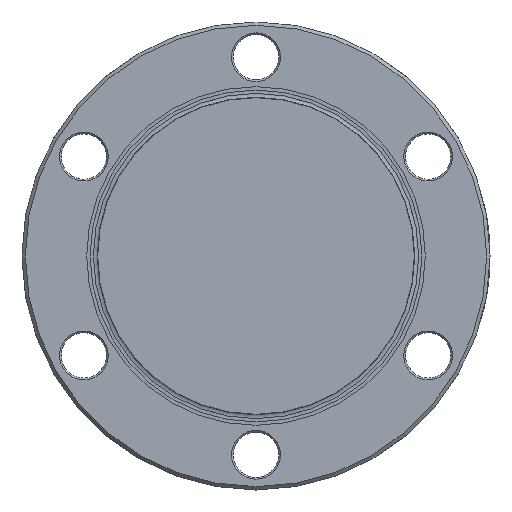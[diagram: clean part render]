
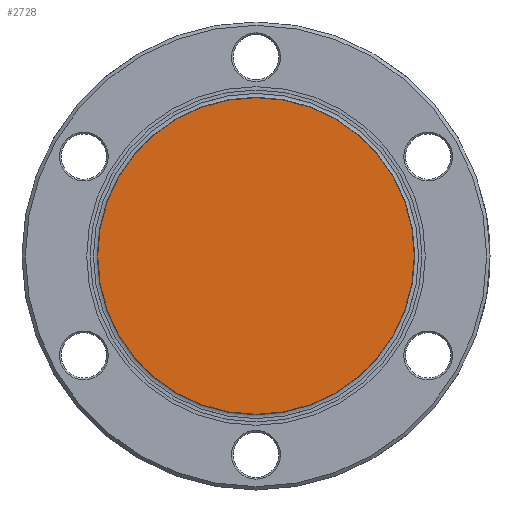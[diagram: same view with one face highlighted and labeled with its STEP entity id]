
A CAD part, front view. The second image highlights one B-rep face of the part: STEP entity #2728.
In plain terms, the highlighted face is planar.
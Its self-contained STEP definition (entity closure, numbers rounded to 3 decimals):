
#322=PLANE('',#3096);
#479=FACE_OUTER_BOUND('',#669,.T.);
#669=EDGE_LOOP('',(#2541));
#1096=CIRCLE('',#3093,23.378);
#1357=VERTEX_POINT('',#6351);
#1751=EDGE_CURVE('',#1357,#1357,#1096,.T.);
#2541=ORIENTED_EDGE('',*,*,#1751,.F.);
#2728=ADVANCED_FACE('',(#479),#322,.T.);
#3093=AXIS2_PLACEMENT_3D('',#6352,#3793,#3794);
#3096=AXIS2_PLACEMENT_3D('',#6356,#3799,#3800);
#3793=DIRECTION('center_axis',(1.,0.,0.));
#3794=DIRECTION('ref_axis',(0.,0.,
-1.));
#3799=DIRECTION('center_axis',(-1.,0.,0.));
#3800=DIRECTION('ref_axis',(0.,0.,1.));
#6351=CARTESIAN_POINT('',(0.,0.,-23.378));
#6352=CARTESIAN_POINT('Origin',(0.,0.,0.));
#6356=CARTESIAN_POINT('Origin',(0.,0.,0.));
